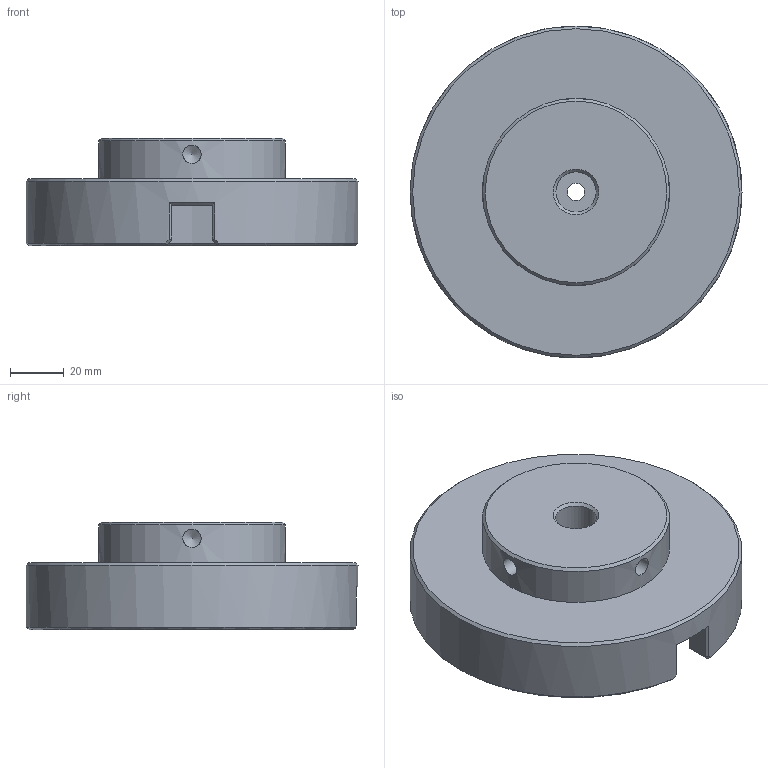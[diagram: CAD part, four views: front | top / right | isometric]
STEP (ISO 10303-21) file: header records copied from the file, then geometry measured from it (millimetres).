
FILE_DESCRIPTION(/* description */ (''),/* implementation_level */ '2;1');
FILE_NAME(/* name */ 'Velodyne Base v1.step',/* time_stamp */ '2023-03-31T12:55:44-04:00',/* author */ (''),/* organization */ (''),/* preprocessor_version */ 'ST-DEVELOPER v19.2',/* originating_system */ 'Autodesk Translation Framework v11.17.0.187',/* authorisation */ '');
FILE_SCHEMA (('AUTOMOTIVE_DESIGN { 1 0 10303 214 3 1 1 }'));
Length unit declared in the file: millimetre
Products named in the file (1): Velodyne Base
Bounding box: 123.4 x 123.4 x 40 mm (x, y, z)
Volume: 220660.3 mm3; surface area: 43497.1 mm2
Topology: 1 solids, 1 shells, 36 faces, 95 edges, 62 vertices
Faces by surface type: plane 13, cone 10, cylinder 9, bspline 4
Full cylindrical faces by diameter (mm): 6.6 x1, 6.8 x4, 15 x1, 69.5 x1, 123.4 x1
Entity records: 1303 total; most frequent: CARTESIAN_POINT 418, ORIENTED_EDGE 182, DIRECTION 164, EDGE_CURVE 91, VERTEX_POINT 62, AXIS2_PLACEMENT_3D 62, EDGE_LOOP 43, LINE 40
